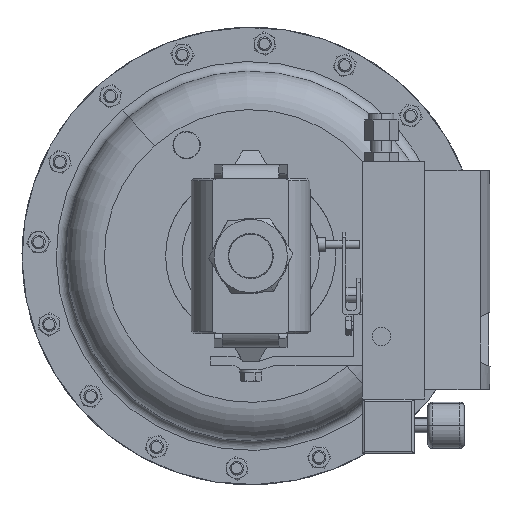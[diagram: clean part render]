
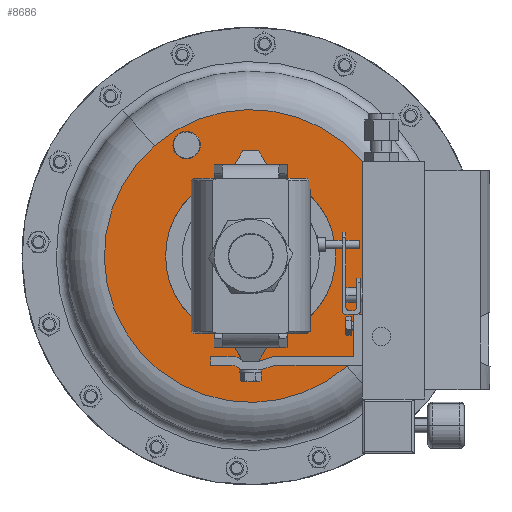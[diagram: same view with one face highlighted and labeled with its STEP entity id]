
A CAD part, front view. The second image highlights one B-rep face of the part: STEP entity #8686.
In plain terms, the highlighted planar face has unit normal (0, -1, 0).
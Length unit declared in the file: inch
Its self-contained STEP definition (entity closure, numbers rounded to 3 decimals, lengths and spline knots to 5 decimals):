
#1353 = CARTESIAN_POINT ( 'NONE',  ( 0., 7.997, 0. ) ) ;
#1401 = CARTESIAN_POINT ( 'NONE',  ( 3.00736, 7.997, 2.63738 ) ) ;
#1571 = VERTEX_POINT ( 'NONE', #34040 ) ;
#1753 = AXIS2_PLACEMENT_3D ( 'NONE', #32517, #15995, #35261 ) ;
#1913 = AXIS2_PLACEMENT_3D ( 'NONE', #1353, #20505, #4143 ) ;
#3437 = CIRCLE ( 'NONE', #16548, 0.375 ) ;
#4143 = DIRECTION ( 'NONE',  ( -0.659, 0., 0.752 ) ) ;
#6376 = DIRECTION ( 'NONE',  ( 0., 1., 0. ) ) ;
#6397 = EDGE_CURVE ( 'NONE', #12958, #23760, #20373, .T. ) ;
#6589 = VERTEX_POINT ( 'NONE', #25786 ) ;
#6787 = AXIS2_PLACEMENT_3D ( 'NONE', #25738, #9322, #28528 ) ;
#7256 = EDGE_LOOP ( 'NONE', ( #7863, #8431 ) ) ;
#7766 = CARTESIAN_POINT ( 'NONE',  ( 2.325, 7.997, 0. ) ) ;
#7863 = ORIENTED_EDGE ( 'NONE', *, *, #9526, .F. ) ;
#7903 = ORIENTED_EDGE ( 'NONE', *, *, #28026, .F. ) ;
#8033 = CARTESIAN_POINT ( 'NONE',  ( 0., 7.997, 0. ) ) ;
#8431 = ORIENTED_EDGE ( 'NONE', *, *, #6397, .F. ) ;
#8648 = AXIS2_PLACEMENT_3D ( 'NONE', #1401, #9696, #28912 ) ;
#8686 = ADVANCED_FACE ( 'NONE', ( #33095, #32255, #10347 ), #26135, .T. ) ;
#9208 = VERTEX_POINT ( 'NONE', #33368 ) ;
#9322 = DIRECTION ( 'NONE',  ( 0., -1., 0. ) ) ;
#9526 = EDGE_CURVE ( 'NONE', #23760, #12958, #35209, .T. ) ;
#9696 = DIRECTION ( 'NONE',  ( 0., -1., 0. ) ) ;
#10021 = AXIS2_PLACEMENT_3D ( 'NONE', #22752, #6376, #25548 ) ;
#10347 = FACE_BOUND ( 'NONE', #21086, .T. ) ;
#10784 = DIRECTION ( 'NONE',  ( -0.659, 0., 0.752 ) ) ;
#11883 = CARTESIAN_POINT ( 'NONE',  ( -2.63738, 7.997, 3.00736 ) ) ;
#12739 = ORIENTED_EDGE ( 'NONE', *, *, #15946, .F. ) ;
#12958 = VERTEX_POINT ( 'NONE', #7766 ) ;
#13878 = CARTESIAN_POINT ( 'NONE',  ( -1.75, 7.997, 3.03109 ) ) ;
#14326 = CARTESIAN_POINT ( 'NONE',  ( -2.325, 7.997, 0. ) ) ;
#15946 = EDGE_CURVE ( 'NONE', #25609, #9208, #24997, .T. ) ;
#15995 = DIRECTION ( 'NONE',  ( 0., -1., 0. ) ) ;
#16548 = AXIS2_PLACEMENT_3D ( 'NONE', #13878, #33151, #16646 ) ;
#16646 = DIRECTION ( 'NONE',  ( -0.659, 0., 0.752 ) ) ;
#16746 = CIRCLE ( 'NONE', #32248, 4. ) ;
#17702 = EDGE_CURVE ( 'NONE', #6589, #1571, #18038, .T. ) ;
#18038 = CIRCLE ( 'NONE', #10021, 0.375 ) ;
#19864 = ORIENTED_EDGE ( 'NONE', *, *, #29057, .T. ) ;
#20373 = CIRCLE ( 'NONE', #6787, 2.325 ) ;
#20505 = DIRECTION ( 'NONE',  ( 0., 1., 0. ) ) ;
#21086 = EDGE_LOOP ( 'NONE', ( #19864, #35283 ) ) ;
#22752 = CARTESIAN_POINT ( 'NONE',  ( -1.75, 7.997, 3.03109 ) ) ;
#23760 = VERTEX_POINT ( 'NONE', #14326 ) ;
#24997 = CIRCLE ( 'NONE', #1913, 4. ) ;
#25548 = DIRECTION ( 'NONE',  ( -0.659, 0., 0.752 ) ) ;
#25609 = VERTEX_POINT ( 'NONE', #11883 ) ;
#25738 = CARTESIAN_POINT ( 'NONE',  ( 0., 7.997, 0. ) ) ;
#25786 = CARTESIAN_POINT ( 'NONE',  ( -1.50275, 7.997, 2.74915 ) ) ;
#26135 = PLANE ( 'NONE',  #8648 ) ;
#27221 = DIRECTION ( 'NONE',  ( 0., 1., 0. ) ) ;
#28026 = EDGE_CURVE ( 'NONE', #9208, #25609, #16746, .T. ) ;
#28528 = DIRECTION ( 'NONE',  ( 0., 0., -1. ) ) ;
#28912 = DIRECTION ( 'NONE',  ( 0.659, 0., -0.752 ) ) ;
#29057 = EDGE_CURVE ( 'NONE', #1571, #6589, #3437, .T. ) ;
#29954 = EDGE_LOOP ( 'NONE', ( #12739, #7903 ) ) ;
#32248 = AXIS2_PLACEMENT_3D ( 'NONE', #8033, #27221, #10784 ) ;
#32255 = FACE_OUTER_BOUND ( 'NONE', #29954, .T. ) ;
#32517 = CARTESIAN_POINT ( 'NONE',  ( 0., 7.997, 0. ) ) ;
#33095 = FACE_BOUND ( 'NONE', #7256, .T. ) ;
#33151 = DIRECTION ( 'NONE',  ( 0., 1., 0. ) ) ;
#33368 = CARTESIAN_POINT ( 'NONE',  ( 2.63738, 7.997, -3.00736 ) ) ;
#34040 = CARTESIAN_POINT ( 'NONE',  ( -1.99725, 7.997, 3.31303 ) ) ;
#35209 = CIRCLE ( 'NONE', #1753, 2.325 ) ;
#35261 = DIRECTION ( 'NONE',  ( 0., 0., -1. ) ) ;
#35283 = ORIENTED_EDGE ( 'NONE', *, *, #17702, .T. ) ;
